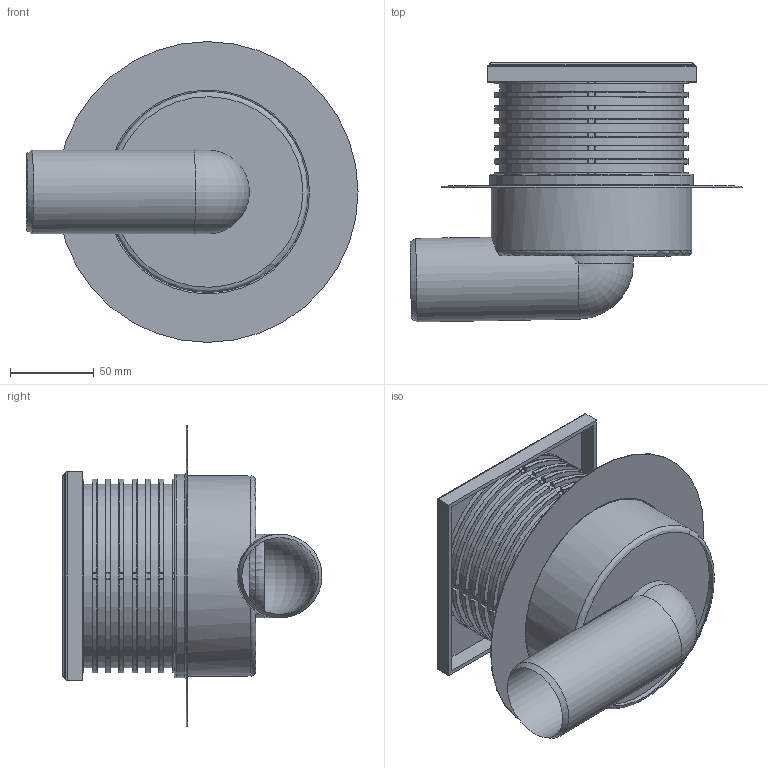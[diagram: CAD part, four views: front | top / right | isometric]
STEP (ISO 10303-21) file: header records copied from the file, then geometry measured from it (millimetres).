
FILE_DESCRIPTION(('STEP AP242'), '1');
FILE_NAME('425NXL', '', ('UNSPECIFIED'), ('UNSPECIFIED'), 'ASCON STEP Converter 1.6', 'ASCON Math Kernel', '');
FILE_SCHEMA(('AP242_MANAGED_MODEL_BASED_3D_ENGINEERING_MIM_LF { 1 0 10303 442 1 1 4 }'));
Length unit declared in the file: millimetre
Assembly tree (3 placements, depth 2):
  (unnamed)
    (unnamed)
    (unnamed)
    (unnamed)
Bounding box: 198.67 x 155.56 x 180 mm (x, y, z)
Volume: 86476.1 mm3; surface area: 211609.7 mm2
Topology: 2 solids, 3 shells, 785 faces, 2146 edges, 1362 vertices
Faces by surface type: cylinder 302, torus 171, bspline 160, plane 119, extrusion 30, cone 3
Full cylindrical faces by diameter (mm): 46 x1, 50 x1, 108 x1, 110 x9, 116 x1, 120 x2, 122 x1
Entity records: 55294 total; most frequent: CARTESIAN_POINT 30447, ORIENTED_EDGE 4220, DIRECTION 3316, EDGE_CURVE 2111, VERTEX_POINT 1360, AXIS2_PLACEMENT_3D 1355, EDGE_LOOP 850, FACE_BOUND 813
